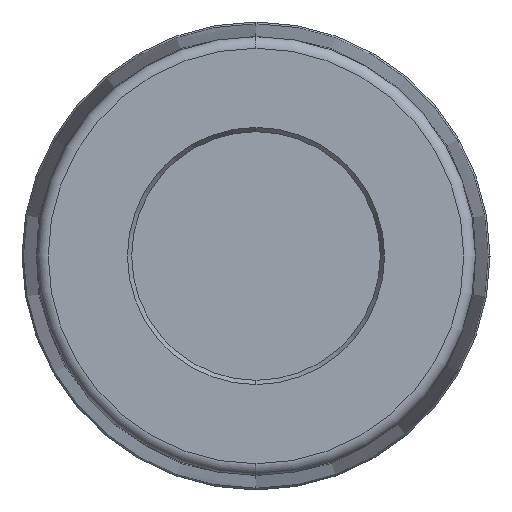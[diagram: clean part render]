
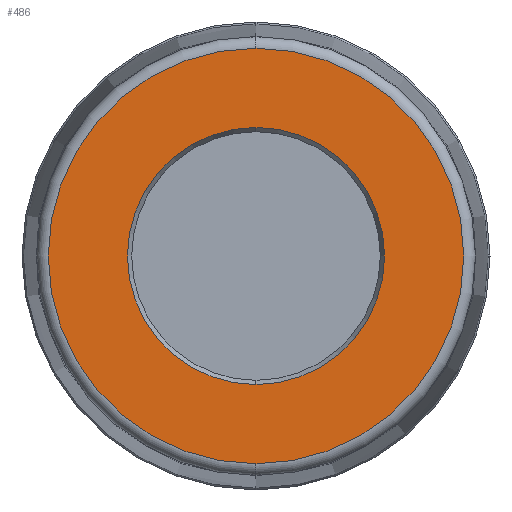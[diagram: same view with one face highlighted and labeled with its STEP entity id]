
A CAD part, left-side view. The second image highlights one B-rep face of the part: STEP entity #486.
In plain terms, the highlighted planar face has unit normal (-1, 0, 0).
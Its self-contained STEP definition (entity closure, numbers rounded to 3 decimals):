
#2 = FACE_BOUND ( 'NONE', #355, .T. ) ;
#4 = DIRECTION ( 'NONE',  ( 0., 0., 1. ) ) ;
#12 = DIRECTION ( 'NONE',  ( -1., 0., 0. ) ) ;
#15 = EDGE_CURVE ( 'NONE', #300, #431, #402, .T. ) ;
#22 = ORIENTED_EDGE ( 'NONE', *, *, #303, .T. ) ;
#25 = CARTESIAN_POINT ( 'NONE',  ( 0., 0., 14.205 ) ) ;
#30 = CIRCLE ( 'NONE', #307, 8.789 ) ;
#37 = VERTEX_POINT ( 'NONE', #340 ) ;
#60 = CIRCLE ( 'NONE', #394, 8.789 ) ;
#93 = DIRECTION ( 'NONE',  ( -1., 0., 0. ) ) ;
#113 = DIRECTION ( 'NONE',  ( 1., 0., 0. ) ) ;
#134 = DIRECTION ( 'NONE',  ( -1., 0., 0. ) ) ;
#138 = EDGE_CURVE ( 'NONE', #37, #383, #30, .T. ) ;
#144 = CARTESIAN_POINT ( 'NONE',  ( 0., 0., 0. ) ) ;
#148 = AXIS2_PLACEMENT_3D ( 'NONE', #347, #113, #199 ) ;
#197 = CIRCLE ( 'NONE', #495, 14.205 ) ;
#199 = DIRECTION ( 'NONE',  ( 0., 0., -1. ) ) ;
#210 = ORIENTED_EDGE ( 'NONE', *, *, #138, .F. ) ;
#300 = VERTEX_POINT ( 'NONE', #363 ) ;
#303 = EDGE_CURVE ( 'NONE', #431, #300, #197, .T. ) ;
#307 = AXIS2_PLACEMENT_3D ( 'NONE', #327, #93, #406 ) ;
#318 = EDGE_CURVE ( 'NONE', #383, #37, #60, .T. ) ;
#324 = CARTESIAN_POINT ( 'NONE',  ( 0., 0., -8.789 ) ) ;
#327 = CARTESIAN_POINT ( 'NONE',  ( 0., 0., 0. ) ) ;
#328 = CARTESIAN_POINT ( 'NONE',  ( 0., 0., 0. ) ) ;
#330 = DIRECTION ( 'NONE',  ( 0., 0., 1. ) ) ;
#339 = DIRECTION ( 'NONE',  ( 0., 0., 1. ) ) ;
#340 = CARTESIAN_POINT ( 'NONE',  ( 0., 0., 8.789 ) ) ;
#346 = PLANE ( 'NONE',  #148 ) ;
#347 = CARTESIAN_POINT ( 'NONE',  ( 0., 14.205, 0. ) ) ;
#355 = EDGE_LOOP ( 'NONE', ( #210, #426 ) ) ;
#363 = CARTESIAN_POINT ( 'NONE',  ( 0., 0., -14.205 ) ) ;
#378 = DIRECTION ( 'NONE',  ( -1., 0., 0. ) ) ;
#383 = VERTEX_POINT ( 'NONE', #324 ) ;
#394 = AXIS2_PLACEMENT_3D ( 'NONE', #400, #12, #330 ) ;
#400 = CARTESIAN_POINT ( 'NONE',  ( 0., 0., 0. ) ) ;
#402 = CIRCLE ( 'NONE', #504, 14.205 ) ;
#404 = ORIENTED_EDGE ( 'NONE', *, *, #15, .T. ) ;
#406 = DIRECTION ( 'NONE',  ( 0., 0., 1. ) ) ;
#426 = ORIENTED_EDGE ( 'NONE', *, *, #318, .F. ) ;
#431 = VERTEX_POINT ( 'NONE', #25 ) ;
#449 = FACE_OUTER_BOUND ( 'NONE', #500, .T. ) ;
#486 = ADVANCED_FACE ( 'NONE', ( #2, #449 ), #346, .F. ) ;
#495 = AXIS2_PLACEMENT_3D ( 'NONE', #328, #134, #4 ) ;
#500 = EDGE_LOOP ( 'NONE', ( #22, #404 ) ) ;
#504 = AXIS2_PLACEMENT_3D ( 'NONE', #144, #378, #339 ) ;
